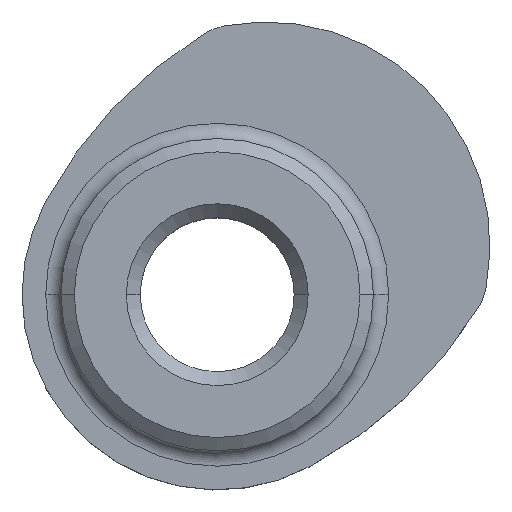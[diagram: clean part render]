
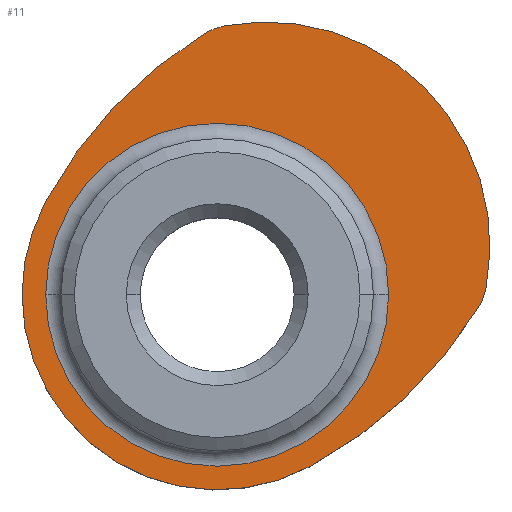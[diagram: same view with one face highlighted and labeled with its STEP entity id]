
A CAD part, top view. The second image highlights one B-rep face of the part: STEP entity #11.
In plain terms, the highlighted planar face has unit normal (0, 0, 1).
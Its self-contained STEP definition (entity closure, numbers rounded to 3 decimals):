
#5 = EDGE_CURVE ( 'NONE', #144, #602, #611, .T. ) ;
#6 = CARTESIAN_POINT ( 'NONE',  ( -8.354, 15.661, 15. ) ) ;
#7 = DIRECTION ( 'NONE',  ( 0., 0., 1. ) ) ;
#9 = DIRECTION ( 'NONE',  ( 1., 0., 0. ) ) ;
#11 = ADVANCED_FACE ( 'NONE', ( #614, #591 ), #461, .T. ) ;
#23 = CARTESIAN_POINT ( 'NONE',  ( 15.661, -8.354, 15. ) ) ;
#25 = DIRECTION ( 'NONE',  ( 0., 0., 1. ) ) ;
#38 = EDGE_CURVE ( 'NONE', #685, #479, #527, .T. ) ;
#44 = CARTESIAN_POINT ( 'NONE',  ( 12.258, 0., 15. ) ) ;
#63 = CARTESIAN_POINT ( 'NONE',  ( 18.671, -0.908, 15. ) ) ;
#89 = CARTESIAN_POINT ( 'NONE',  ( 6.566, -12.308, 15. ) ) ;
#141 = CARTESIAN_POINT ( 'NONE',  ( 0., 0., 15. ) ) ;
#142 = DIRECTION ( 'NONE',  ( 0., 0., 1. ) ) ;
#143 = DIRECTION ( 'NONE',  ( 1., 0., 0. ) ) ;
#144 = VERTEX_POINT ( 'NONE', #44 ) ;
#166 = CARTESIAN_POINT ( 'NONE',  ( 19.224, 0.523, 15. ) ) ;
#169 = AXIS2_PLACEMENT_3D ( 'NONE', #324, #328, #336 ) ;
#170 = VERTEX_POINT ( 'NONE', #63 ) ;
#177 = CARTESIAN_POINT ( 'NONE',  ( 0., 0., 15. ) ) ;
#178 = DIRECTION ( 'NONE',  ( 0., 0., -1. ) ) ;
#180 = DIRECTION ( 'NONE',  ( 1., 0., 0. ) ) ;
#187 = CARTESIAN_POINT ( 'NONE',  ( -12.308, 6.566, 15. ) ) ;
#195 = CARTESIAN_POINT ( 'NONE',  ( -0.908, 18.671, 15. ) ) ;
#196 = CARTESIAN_POINT ( 'NONE',  ( 0., 0., 15. ) ) ;
#197 = DIRECTION ( 'NONE',  ( 0., 0., 1. ) ) ;
#201 = DIRECTION ( 'NONE',  ( 1., 0., 0. ) ) ;
#202 = AXIS2_PLACEMENT_3D ( 'NONE', #23, #25, #579 ) ;
#217 = VERTEX_POINT ( 'NONE', #89 ) ;
#227 = AXIS2_PLACEMENT_3D ( 'NONE', #6, #7, #9 ) ;
#236 = CARTESIAN_POINT ( 'NONE',  ( -12.258, 0., 15. ) ) ;
#261 = CARTESIAN_POINT ( 'NONE',  ( 15.043, 1.316, 15. ) ) ;
#262 = DIRECTION ( 'NONE',  ( 0., 0., 1. ) ) ;
#265 = DIRECTION ( 'NONE',  ( 1., 0., 0. ) ) ;
#280 = AXIS2_PLACEMENT_3D ( 'NONE', #261, #262, #265 ) ;
#290 = EDGE_CURVE ( 'NONE', #680, #217, #482, .T. ) ;
#304 = VERTEX_POINT ( 'NONE', #166 ) ;
#313 = EDGE_CURVE ( 'NONE', #602, #144, #443, .T. ) ;
#316 = ORIENTED_EDGE ( 'NONE', *, *, #38, .T. ) ;
#318 = AXIS2_PLACEMENT_3D ( 'NONE', #196, #197, #201 ) ;
#321 = AXIS2_PLACEMENT_3D ( 'NONE', #177, #178, #180 ) ;
#324 = CARTESIAN_POINT ( 'NONE',  ( 3.504, 3.504, 15. ) ) ;
#328 = DIRECTION ( 'NONE',  ( 0., 0., 1. ) ) ;
#336 = DIRECTION ( 'NONE',  ( 1., 0., 0. ) ) ;
#342 = VERTEX_POINT ( 'NONE', #187 ) ;
#353 = AXIS2_PLACEMENT_3D ( 'NONE', #141, #142, #143 ) ;
#370 = CIRCLE ( 'NONE', #169, 16. ) ;
#382 = CARTESIAN_POINT ( 'NONE',  ( 0.523, 19.224, 15. ) ) ;
#389 = CIRCLE ( 'NONE', #202, 31.7 ) ;
#398 = CIRCLE ( 'NONE', #227, 31.7 ) ;
#407 = CARTESIAN_POINT ( 'NONE',  ( 1.316, 15.043, 15. ) ) ;
#408 = DIRECTION ( 'NONE',  ( 1., 0., 0. ) ) ;
#443 = CIRCLE ( 'NONE', #321, 12.258 ) ;
#450 = CIRCLE ( 'NONE', #318, 13.95 ) ;
#451 = EDGE_CURVE ( 'NONE', #342, #680, #450, .T. ) ;
#454 = CIRCLE ( 'NONE', #280, 4.256 ) ;
#455 = DIRECTION ( 'NONE',  ( 0., 0., 1. ) ) ;
#459 = DIRECTION ( 'NONE',  ( 1., 0., 0. ) ) ;
#461 = PLANE ( 'NONE',  #606 ) ;
#472 = CARTESIAN_POINT ( 'NONE',  ( 0., 0., 15. ) ) ;
#479 = VERTEX_POINT ( 'NONE', #195 ) ;
#482 = CIRCLE ( 'NONE', #353, 13.95 ) ;
#527 = CIRCLE ( 'NONE', #561, 4.256 ) ;
#531 = ORIENTED_EDGE ( 'NONE', *, *, #313, .T. ) ;
#533 = DIRECTION ( 'NONE',  ( 0., 0., -1. ) ) ;
#541 = EDGE_LOOP ( 'NONE', ( #731, #531 ) ) ;
#556 = EDGE_LOOP ( 'NONE', ( #316, #672, #573, #728, #571, #660, #634 ) ) ;
#559 = DIRECTION ( 'NONE',  ( 1., 0., 0. ) ) ;
#561 = AXIS2_PLACEMENT_3D ( 'NONE', #407, #455, #559 ) ;
#568 = DIRECTION ( 'NONE',  ( 0., 0., 1. ) ) ;
#569 = CARTESIAN_POINT ( 'NONE',  ( 0., 0., 15. ) ) ;
#571 = ORIENTED_EDGE ( 'NONE', *, *, #676, .T. ) ;
#573 = ORIENTED_EDGE ( 'NONE', *, *, #451, .T. ) ;
#579 = DIRECTION ( 'NONE',  ( 1., 0., 0. ) ) ;
#591 = FACE_OUTER_BOUND ( 'NONE', #556, .T. ) ;
#602 = VERTEX_POINT ( 'NONE', #236 ) ;
#606 = AXIS2_PLACEMENT_3D ( 'NONE', #569, #568, #408 ) ;
#611 = CIRCLE ( 'NONE', #625, 12.258 ) ;
#614 = FACE_BOUND ( 'NONE', #541, .T. ) ;
#625 = AXIS2_PLACEMENT_3D ( 'NONE', #472, #533, #459 ) ;
#634 = ORIENTED_EDGE ( 'NONE', *, *, #725, .T. ) ;
#637 = EDGE_CURVE ( 'NONE', #170, #304, #454, .T. ) ;
#660 = ORIENTED_EDGE ( 'NONE', *, *, #637, .T. ) ;
#672 = ORIENTED_EDGE ( 'NONE', *, *, #692, .T. ) ;
#676 = EDGE_CURVE ( 'NONE', #217, #170, #398, .T. ) ;
#680 = VERTEX_POINT ( 'NONE', #720 ) ;
#685 = VERTEX_POINT ( 'NONE', #382 ) ;
#692 = EDGE_CURVE ( 'NONE', #479, #342, #389, .T. ) ;
#720 = CARTESIAN_POINT ( 'NONE',  ( -13.95, 0., 15. ) ) ;
#725 = EDGE_CURVE ( 'NONE', #304, #685, #370, .T. ) ;
#728 = ORIENTED_EDGE ( 'NONE', *, *, #290, .T. ) ;
#731 = ORIENTED_EDGE ( 'NONE', *, *, #5, .T. ) ;
